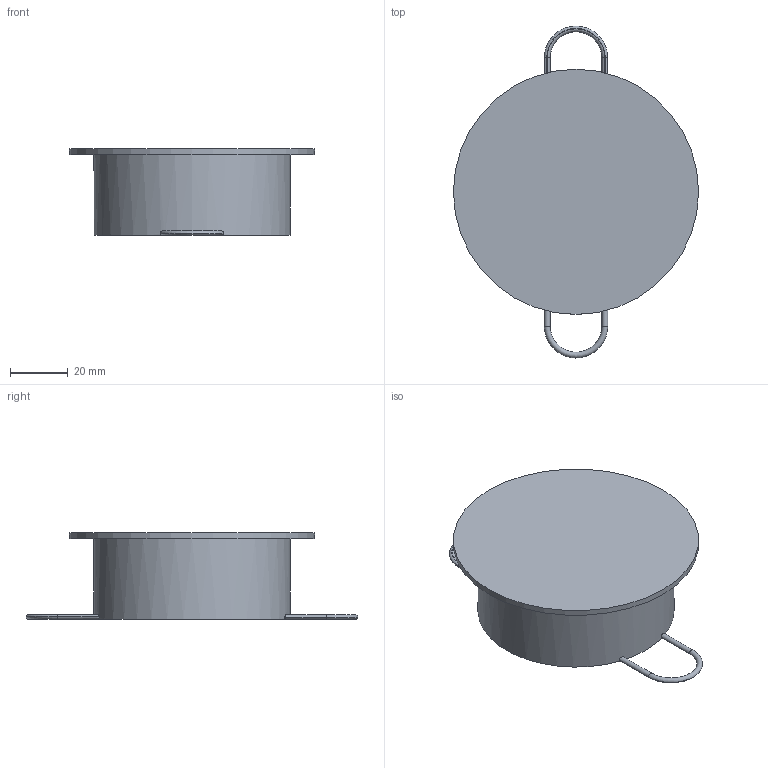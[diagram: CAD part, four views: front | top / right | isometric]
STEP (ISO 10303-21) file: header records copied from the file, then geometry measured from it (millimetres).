
FILE_DESCRIPTION(/* description */ ('Unknown'),/* implementation_level */ '2;1');
FILE_NAME(/* name */ 'SN 9104.1 rund',/* time_stamp */ '2018-04-27T12:32:04+02:00',/* author */ ('Unknown'),/* organization */ ('Unknown'),/* preprocessor_version */ 'ST-DEVELOPER v16.7',/* originating_system */ 'DEX',/* authorisation */ $);
FILE_SCHEMA (('AUTOMOTIVE_DESIGN {1 0 10303 214 3 1 1}'));
Length unit declared in the file: millimetre
Products named in the file (1): Part13
Bounding box: 85 x 115.1 x 30 mm (x, y, z)
Volume: 113312.3 mm3; surface area: 18510.4 mm2
Topology: 1 solids, 1 shells, 27 faces, 70 edges, 44 vertices
Faces by surface type: cylinder 16, torus 7, plane 4
Full cylindrical faces by diameter (mm): 68 x1, 85 x1
Entity records: 876 total; most frequent: CARTESIAN_POINT 190, DIRECTION 142, ORIENTED_EDGE 134, EDGE_CURVE 67, AXIS2_PLACEMENT_3D 61, VERTEX_POINT 43, CIRCLE 33, EDGE_LOOP 32
